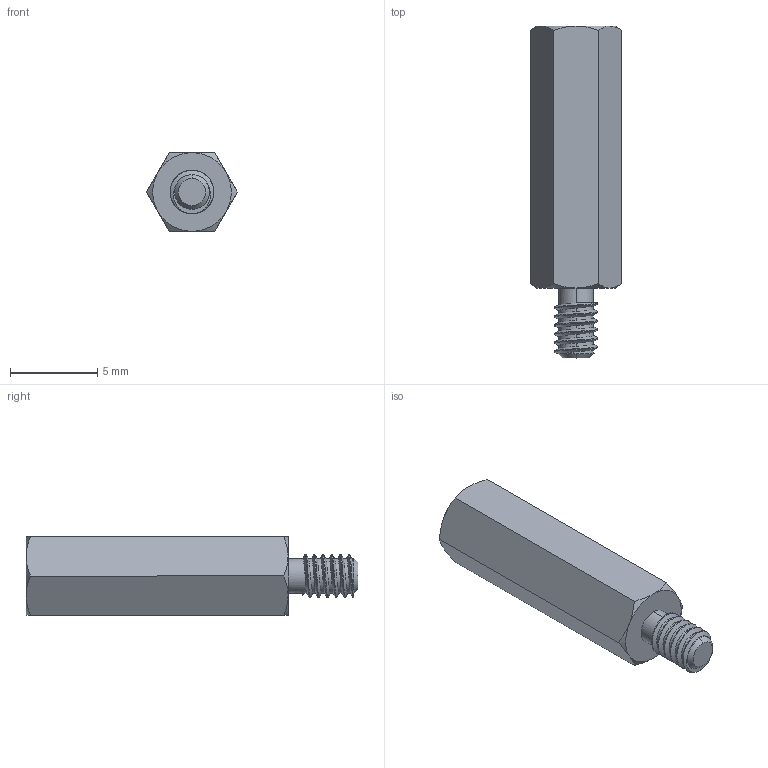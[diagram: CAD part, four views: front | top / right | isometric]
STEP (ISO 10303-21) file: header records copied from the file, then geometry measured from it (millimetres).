
FILE_DESCRIPTION (( 'STEP AP214' ), '1' );
FILE_NAME ('24333.STEP', '2015-12-29T21:13:29', ( '' ), ( '' ), 'SwSTEP 2.0', 'SolidWorks 2013', '' );
FILE_SCHEMA (( 'AUTOMOTIVE_DESIGN' ));
Length unit declared in the file: inch
Products named in the file (1): 24333
Bounding box: 5.2 x 19 x 4.5 mm (x, y, z)
Volume: 248.8 mm3; surface area: 373.4 mm2
Topology: 1 solids, 1 shells, 74 faces, 189 edges, 117 vertices
Faces by surface type: cylinder 37, cone 18, plane 14, bspline 5
Entity records: 3711 total; most frequent: CARTESIAN_POINT 2160, ORIENTED_EDGE 374, DIRECTION 258, EDGE_CURVE 187, VERTEX_POINT 117, AXIS2_PLACEMENT_3D 104, EDGE_LOOP 76, FACE_OUTER_BOUND 74
